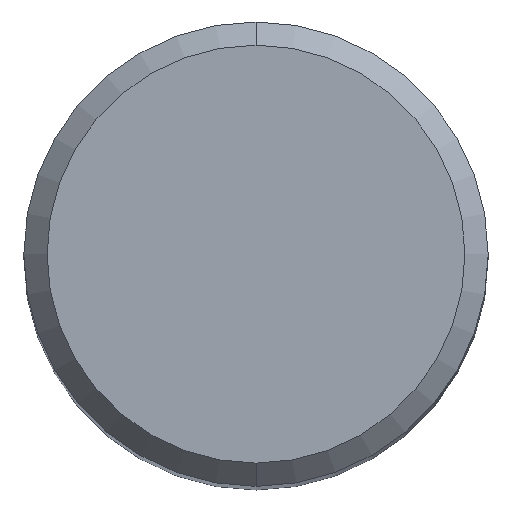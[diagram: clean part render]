
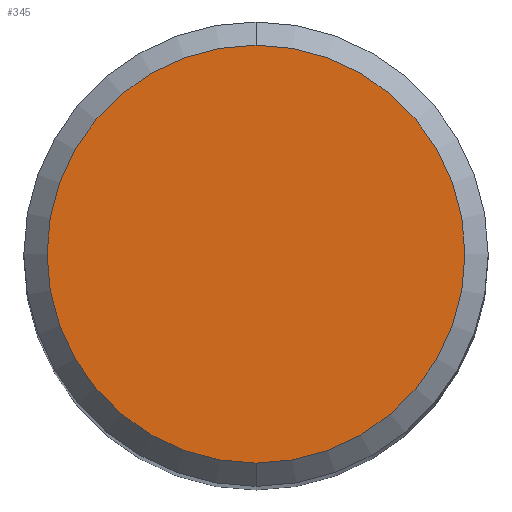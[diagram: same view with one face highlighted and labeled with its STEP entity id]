
A CAD part, top view. The second image highlights one B-rep face of the part: STEP entity #345.
In plain terms, the highlighted planar face has unit normal (0, 0, 1).
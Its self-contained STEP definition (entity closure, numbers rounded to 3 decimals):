
#211=EDGE_CURVE('',#217,#353,#516,.T.);
#217=VERTEX_POINT('',#522);
#345=ADVANCED_FACE('',(#662),#663,.T.);
#353=VERTEX_POINT('',#672);
#371=EDGE_CURVE('',#353,#217,#694,.T.);
#516=CIRCLE('',#856,3.6);
#522=CARTESIAN_POINT('',(0.0,3.6,0.0));
#662=FACE_OUTER_BOUND('',#1189,.T.);
#663=PLANE('',#1190);
#672=CARTESIAN_POINT('',(0.,-3.6,0.0));
#694=CIRCLE('',#1254,3.6);
#856=AXIS2_PLACEMENT_3D('',#1495,#1496,#1497);
#1189=EDGE_LOOP('',(#1642,#1643));
#1190=AXIS2_PLACEMENT_3D('',#1644,#1645,#1646);
#1254=AXIS2_PLACEMENT_3D('',#1693,#1694,#1695);
#1495=CARTESIAN_POINT('',(0.0,0.0,0.0));
#1496=DIRECTION('',(0.0,0.0,-1.0));
#1497=DIRECTION('',(0.0,1.0,0.0));
#1642=ORIENTED_EDGE('',*,*,#211,.F.);
#1643=ORIENTED_EDGE('',*,*,#371,.F.);
#1644=CARTESIAN_POINT('',(0.0,1.8,0.0));
#1645=DIRECTION('',(-0.0,0.0,1.0));
#1646=DIRECTION('',(0.0,-1.0,0.0));
#1693=CARTESIAN_POINT('',(0.0,0.0,0.0));
#1694=DIRECTION('',(0.0,0.0,-1.0));
#1695=DIRECTION('',(0.0,1.0,0.0));
